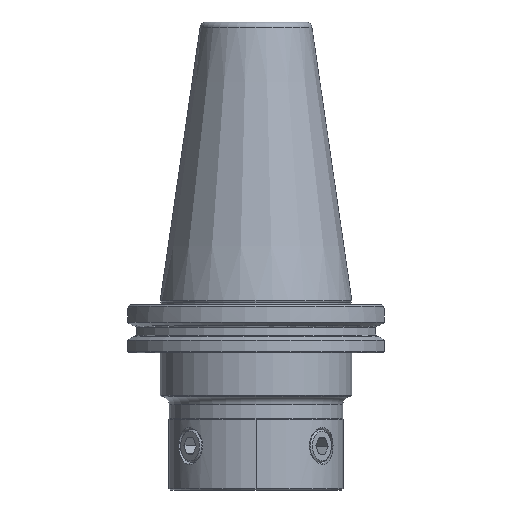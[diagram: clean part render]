
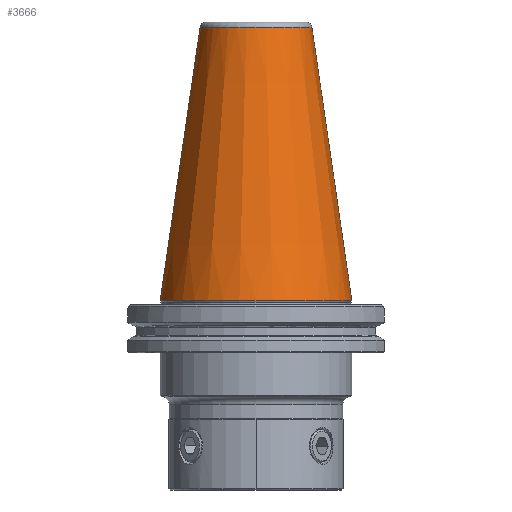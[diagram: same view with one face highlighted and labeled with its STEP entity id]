
A CAD part, front view. The second image highlights one B-rep face of the part: STEP entity #3666.
In plain terms, the highlighted conical face has half-angle 8.297 degrees and reference radius 20.389 mm.
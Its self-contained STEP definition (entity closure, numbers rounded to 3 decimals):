
#1368=VERTEX_POINT('NONE',#3982);
#1620=EDGE_CURVE('NONE',#2758,#1368,#4253,.T.);
#2220=VERTEX_POINT('NONE',#4928);
#2238=VERTEX_POINT('NONE',#4948);
#2344=EDGE_CURVE('NONE',#2238,#2758,#5064,.T.);
#2582=EDGE_CURVE('NONE',#2238,#2220,#5320,.T.);
#2758=VERTEX_POINT('NONE',#5517);
#3374=EDGE_CURVE('NONE',#2220,#1368,#6208,.T.);
#3666=ADVANCED_FACE('NONE',(#6528),#6529,.T.);
#3982=CARTESIAN_POINT('',(-34.925,0.,0.0));
#4253=CIRCLE('',#7334,34.925);
#4928=CARTESIAN_POINT('',(-20.389,0.,99.675));
#4948=CARTESIAN_POINT('',(20.389,0.,99.675));
#5064=LINE('',#8628,#8629);
#5320=CIRCLE('',#9038,20.389);
#5517=CARTESIAN_POINT('',(34.925,0.,0.0));
#6208=LINE('',#10487,#10488);
#6528=FACE_OUTER_BOUND('',#11075,.T.);
#6529=CONICAL_SURFACE('',#11076,20.389,0.145);
#7334=AXIS2_PLACEMENT_3D('',#11883,#11884,#11885);
#8628=CARTESIAN_POINT('',(20.389,0.,99.675));
#8629=VECTOR('',#12874,1000.0);
#9038=AXIS2_PLACEMENT_3D('',#13118,#13119,#13120);
#10487=CARTESIAN_POINT('',(-20.389,0.,99.675));
#10488=VECTOR('',#14201,1000.0);
#11075=EDGE_LOOP('',(#14555,#14556,#14557,#14558));
#11076=AXIS2_PLACEMENT_3D('',#14559,#14560,#14561);
#11883=CARTESIAN_POINT('',(0.0,0.0,0.0));
#11884=DIRECTION('',(0.0,0.0,-1.0));
#11885=DIRECTION('',(1.0,0.,0.0));
#12874=DIRECTION('',(0.144,0.,-0.99));
#13118=CARTESIAN_POINT('',(0.0,0.0,99.675));
#13119=DIRECTION('',(0.0,0.0,-1.0));
#13120=DIRECTION('',(1.0,0.,0.0));
#14201=DIRECTION('',(-0.144,0.,-0.99));
#14555=ORIENTED_EDGE('',*,*,#2582,.T.);
#14556=ORIENTED_EDGE('',*,*,#3374,.T.);
#14557=ORIENTED_EDGE('',*,*,#1620,.F.);
#14558=ORIENTED_EDGE('',*,*,#2344,.F.);
#14559=CARTESIAN_POINT('',(0.0,0.0,99.675));
#14560=DIRECTION('',(-0.0,-0.0,-1.0));
#14561=DIRECTION('',(1.0,0.,-0.0));
